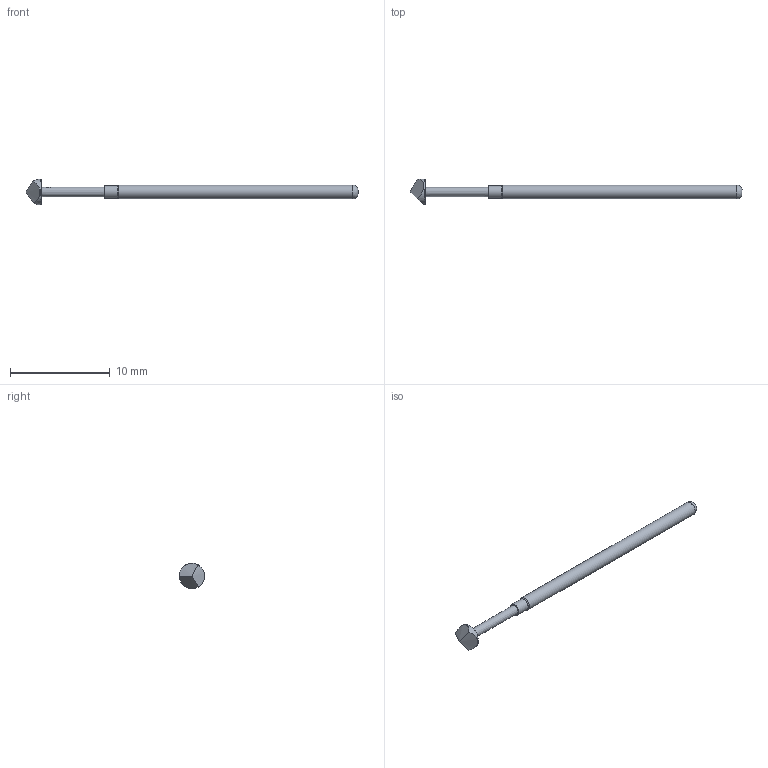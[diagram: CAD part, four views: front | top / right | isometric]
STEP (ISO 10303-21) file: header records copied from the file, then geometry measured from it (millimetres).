
FILE_DESCRIPTION (( 'STEP AP214' ), '1' );
FILE_NAME ('100-25T3.STEP', '2024-05-10T19:03:24', ( '' ), ( '' ), 'SwSTEP 2.0', 'SolidWorks 2023', '' );
FILE_SCHEMA (( 'AUTOMOTIVE_DESIGN' ));
Length unit declared in the file: inch
Products named in the file (1): 100-25T3
Bounding box: 33.27 x 2.54 x 2.54 mm (x, y, z)
Volume: 44.7 mm3; surface area: 142.5 mm2
Topology: 1 solids, 1 shells, 15 faces, 29 edges, 18 vertices
Faces by surface type: cone 4, plane 4, cylinder 3, bspline 3, torus 1
Full cylindrical faces by diameter (mm): 1.219 x1, 1.367 x1, 2.54 x1
Entity records: 755 total; most frequent: CARTESIAN_POINT 483, DIRECTION 46, ORIENTED_EDGE 38, EDGE_LOOP 25, AXIS2_PLACEMENT_3D 23, EDGE_CURVE 19, FACE_OUTER_BOUND 19, VERTEX_POINT 16
